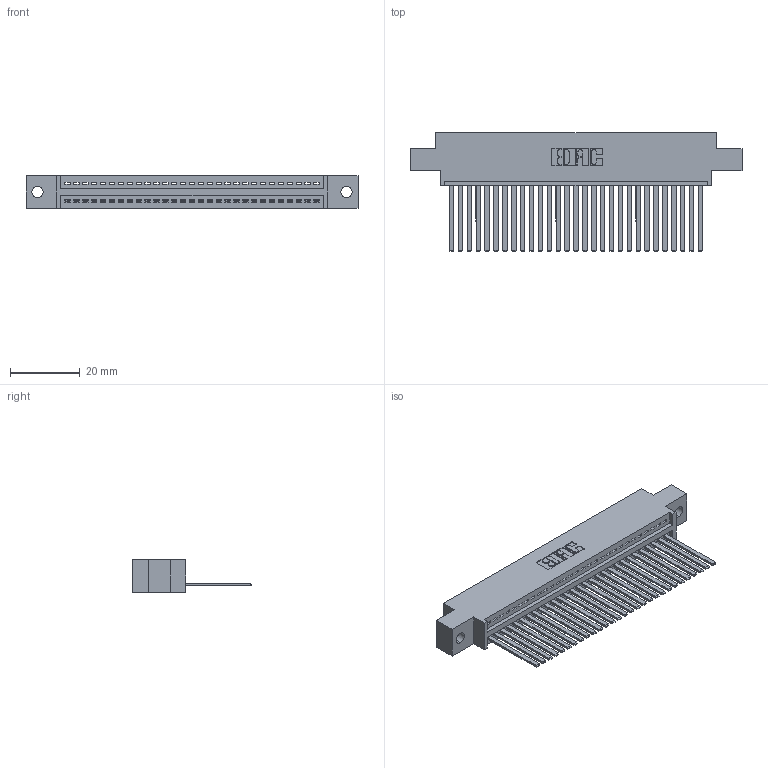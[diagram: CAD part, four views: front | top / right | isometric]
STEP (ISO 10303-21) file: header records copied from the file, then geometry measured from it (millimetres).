
FILE_DESCRIPTION (( 'STEP AP203' ), '1' );
FILE_NAME ('395-029-544-602.STEP', '2018-11-10T21:04:46', ( '' ), ( '' ), 'SwSTEP 2.0', 'SolidWorks 2016', '' );
FILE_SCHEMA (( 'CONFIG_CONTROL_DESIGN' ));
Length unit declared in the file: inch
Products named in the file (3): 345-292-001_345-293-144; 395-029-544-602; 345 Part_0.170 Offset - 0.128 Dia
Assembly tree (30 placements, depth 2):
  395-029-544-602
    345 Part_0.170 Offset - 0.128 Dia
    345-292-001_345-293-144  x29
Bounding box: 94.87 x 33.96 x 9.4 mm (x, y, z)
Volume: 9090.1 mm3; surface area: 12766.5 mm2
Topology: 30 solids, 30 shells, 1638 faces, 4935 edges, 3250 vertices
Faces by surface type: plane 1128, cylinder 510
Entity records: 23527 total; most frequent: CARTESIAN_POINT 4083, ORIENTED_EDGE 4046, DIRECTION 3581, EDGE_CURVE 2023, LINE 1779, VECTOR 1779, VERTEX_POINT 1346, AXIS2_PLACEMENT_3D 901
